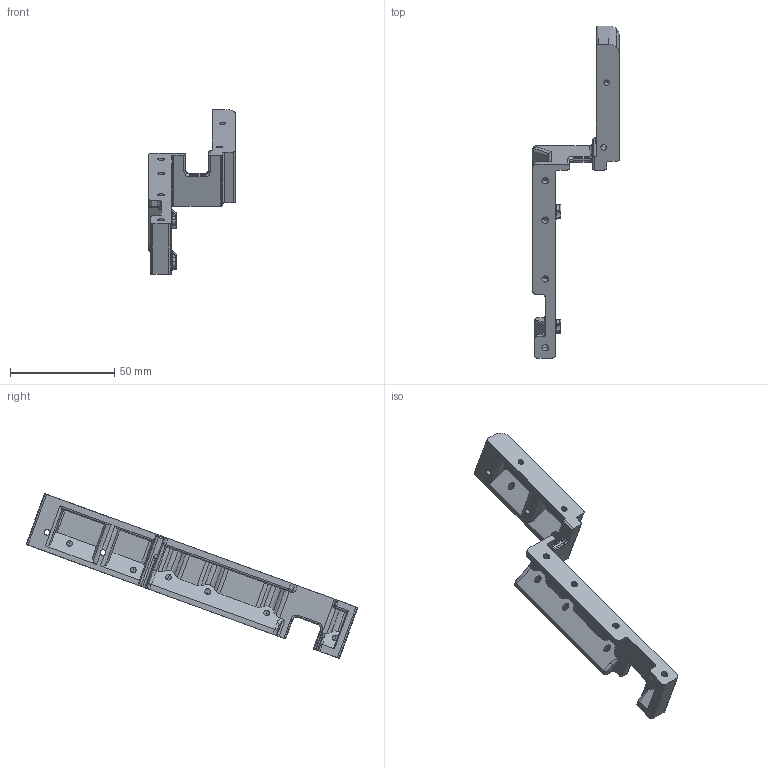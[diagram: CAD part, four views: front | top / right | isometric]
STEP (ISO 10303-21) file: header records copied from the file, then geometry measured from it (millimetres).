
FILE_DESCRIPTION(('STEP AP214'),'1');
FILE_NAME('Extension_middle.stp','2022-10-22T12:28:02',(' '),(' '),'Spatial InterOp 3D',' ',' ');
FILE_SCHEMA(('AUTOMOTIVE_DESIGN { 1 0 10303 214 1 1 1 1 }'));
Length unit declared in the file: metre
Products named in the file (1): Extension_middle
Bounding box: 41.5 x 158.93 x 78.96 mm (x, y, z)
Volume: 28571.6 mm3; surface area: 15651.7 mm2
Topology: 1 solids, 1 shells, 303 faces, 841 edges, 539 vertices
Faces by surface type: cylinder 202, plane 59, torus 24, bspline 11, cone 4, sphere 3
Entity records: 13754 total; most frequent: CARTESIAN_POINT 5790, DIRECTION 1727, ORIENTED_EDGE 1678, EDGE_CURVE 839, AXIS2_PLACEMENT_3D 680, VERTEX_POINT 539, LINE 367, VECTOR 367
